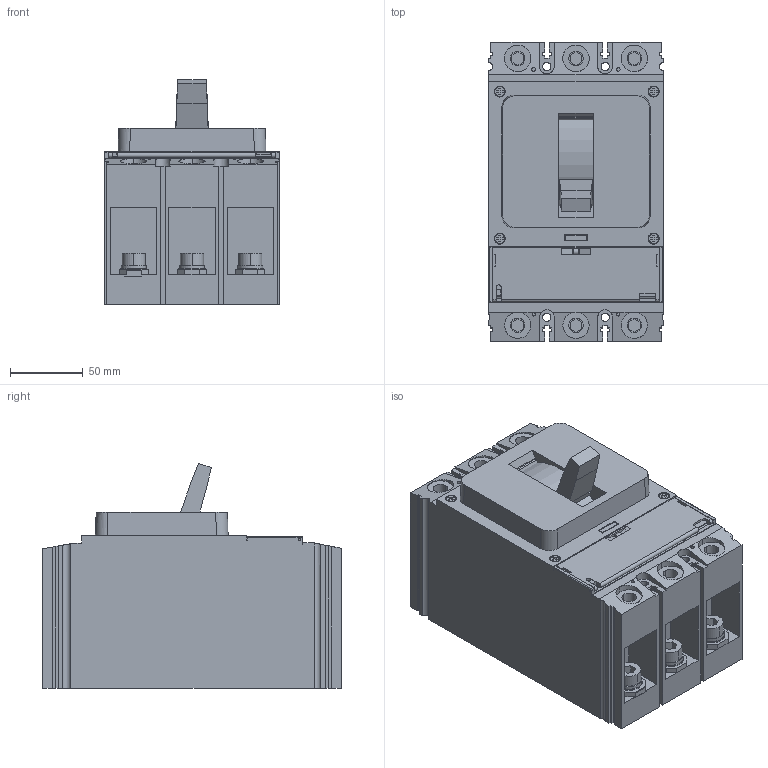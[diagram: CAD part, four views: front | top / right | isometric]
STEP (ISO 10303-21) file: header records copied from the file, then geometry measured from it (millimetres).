
FILE_DESCRIPTION((''),'2;1');
FILE_NAME('FRAME3-3P-3D_ASM','2022-04-29T15:23:24',('SESA644935'),('Schneider-Electric'),'CREO PARAMETRIC BY PTC INC, 2021284','CREO PARAMETRIC BY PTC INC, 2021284','');
FILE_SCHEMA(('CONFIG_CONTROL_DESIGN','SHAPE_APPEARANCE_LAYERS_GROUPS'));
Length unit declared in the file: millimetre
Products named in the file (5): FRAME3-3P-3D-SIMPLIFIED; FRAME3-DOOR; FRAME3-TOGGLE-3D-SIMPLIFIED; FRAME3-TOGGLE-3D_ASM; FRAME3-3P-3D_ASM
Assembly tree (4 placements, depth 3):
  FRAME3-3P-3D_ASM
    FRAME3-3P-3D-SIMPLIFIED
    FRAME3-DOOR
    FRAME3-TOGGLE-3D_ASM
      FRAME3-TOGGLE-3D-SIMPLIFIED
Bounding box: 120 x 205 x 154.19 mm (x, y, z)
Volume: 2376136.1 mm3; surface area: 213226.7 mm2
Topology: 6 solids, 6 shells, 688 faces, 1825 edges, 1212 vertices
Faces by surface type: plane 497, cylinder 190, extrusion 1
Entity records: 29473 total; most frequent: CARTESIAN_POINT 4047, ORIENTED_EDGE 3650, DIRECTION 3546, EDGE_CURVE 1825, PRESENTATION_STYLE_ASSIGNMENT 1807, STYLED_ITEM 1603, CURVE_STYLE 1468, VECTOR 1420
